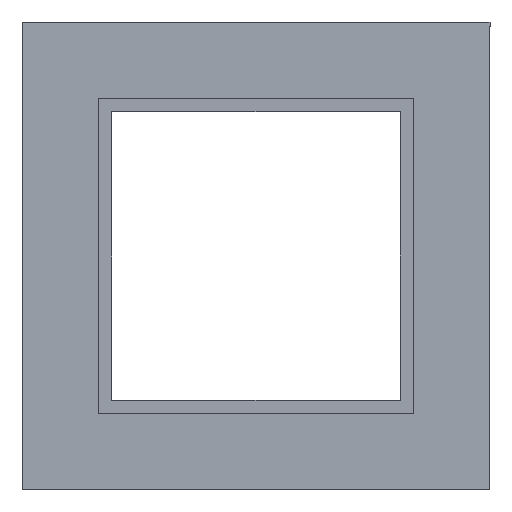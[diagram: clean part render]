
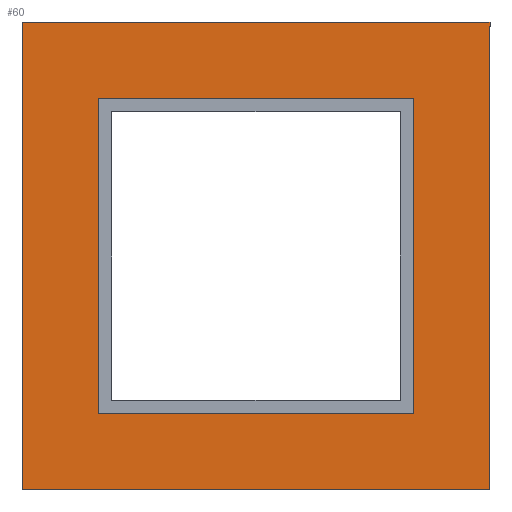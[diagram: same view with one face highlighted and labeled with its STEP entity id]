
A CAD part, front view. The second image highlights one B-rep face of the part: STEP entity #60.
In plain terms, the highlighted planar face has unit normal (0, -1, 0).
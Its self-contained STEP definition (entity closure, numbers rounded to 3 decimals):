
#2 = VERTEX_POINT ( 'NONE', #272 ) ;
#9 = EDGE_CURVE ( 'NONE', #2, #127, #322, .T. ) ;
#31 = VERTEX_POINT ( 'NONE', #349 ) ;
#43 = EDGE_CURVE ( 'NONE', #47, #2, #328, .T. ) ;
#47 = VERTEX_POINT ( 'NONE', #382 ) ;
#55 = EDGE_CURVE ( 'NONE', #31, #277, #371, .T. ) ;
#60 = ADVANCED_FACE ( 'NONE', ( #367, #366 ), #365, .T. ) ;
#62 = EDGE_CURVE ( 'NONE', #123, #47, #360, .T. ) ;
#72 = ORIENTED_EDGE ( 'NONE', *, *, #75, .F. ) ;
#73 = ORIENTED_EDGE ( 'NONE', *, *, #55, .F. ) ;
#74 = ORIENTED_EDGE ( 'NONE', *, *, #117, .F. ) ;
#75 = EDGE_CURVE ( 'NONE', #134, #31, #420, .T. ) ;
#77 = ORIENTED_EDGE ( 'NONE', *, *, #141, .F. ) ;
#78 = EDGE_LOOP ( 'NONE', ( #73, #72, #74, #77 ) ) ;
#92 = EDGE_LOOP ( 'NONE', ( #111, #112, #107, #108 ) ) ;
#95 = VERTEX_POINT ( 'NONE', #445 ) ;
#107 = ORIENTED_EDGE ( 'NONE', *, *, #9, .T. ) ;
#108 = ORIENTED_EDGE ( 'NONE', *, *, #126, .T. ) ;
#111 = ORIENTED_EDGE ( 'NONE', *, *, #62, .T. ) ;
#112 = ORIENTED_EDGE ( 'NONE', *, *, #43, .T. ) ;
#117 = EDGE_CURVE ( 'NONE', #95, #134, #475, .T. ) ;
#123 = VERTEX_POINT ( 'NONE', #461 ) ;
#126 = EDGE_CURVE ( 'NONE', #127, #123, #459, .T. ) ;
#127 = VERTEX_POINT ( 'NONE', #455 ) ;
#134 = VERTEX_POINT ( 'NONE', #493 ) ;
#141 = EDGE_CURVE ( 'NONE', #277, #95, #539, .T. ) ;
#272 = CARTESIAN_POINT ( 'NONE',  ( 457.5, 0., -457.5 ) ) ;
#277 = VERTEX_POINT ( 'NONE', #704 ) ;
#319 = DIRECTION ( 'NONE',  ( 0., 0., 1. ) ) ;
#320 = VECTOR ( 'NONE', #319, 1000. ) ;
#321 = CARTESIAN_POINT ( 'NONE',  ( 457.5, 0., -950. ) ) ;
#322 = LINE ( 'NONE', #321, #320 ) ;
#328 = LINE ( 'NONE', #390, #389 ) ;
#349 = CARTESIAN_POINT ( 'NONE',  ( -307.5, 0., -307.5 ) ) ;
#359 = CARTESIAN_POINT ( 'NONE',  ( -457.5, 0., 950. ) ) ;
#360 = LINE ( 'NONE', #359, #425 ) ;
#361 = DIRECTION ( 'NONE',  ( 0., 0., -1. ) ) ;
#362 = DIRECTION ( 'NONE',  ( 0., -1., 0. ) ) ;
#363 = CARTESIAN_POINT ( 'NONE',  ( -307.5, 0., 950. ) ) ;
#364 = AXIS2_PLACEMENT_3D ( 'NONE', #363, #362, #361 ) ;
#365 = PLANE ( 'NONE',  #364 ) ;
#366 = FACE_BOUND ( 'NONE', #78, .T. ) ;
#367 = FACE_OUTER_BOUND ( 'NONE', #92, .T. ) ;
#368 = DIRECTION ( 'NONE',  ( 1., 0., 0. ) ) ;
#369 = VECTOR ( 'NONE', #368, 1000. ) ;
#370 = CARTESIAN_POINT ( 'NONE',  ( -950., 0., -307.5 ) ) ;
#371 = LINE ( 'NONE', #370, #369 ) ;
#382 = CARTESIAN_POINT ( 'NONE',  ( -457.5, 0., -457.5 ) ) ;
#388 = DIRECTION ( 'NONE',  ( 1., 0., 0. ) ) ;
#389 = VECTOR ( 'NONE', #388, 1000. ) ;
#390 = CARTESIAN_POINT ( 'NONE',  ( -950., 0., -457.5 ) ) ;
#414 = DIRECTION ( 'NONE',  ( 0., 0., -1. ) ) ;
#415 = VECTOR ( 'NONE', #414, 1000. ) ;
#416 = CARTESIAN_POINT ( 'NONE',  ( -307.5, 0., 950. ) ) ;
#420 = LINE ( 'NONE', #416, #415 ) ;
#424 = DIRECTION ( 'NONE',  ( 0., 0., -1. ) ) ;
#425 = VECTOR ( 'NONE', #424, 1000. ) ;
#445 = CARTESIAN_POINT ( 'NONE',  ( 307.5, 0., 307.5 ) ) ;
#455 = CARTESIAN_POINT ( 'NONE',  ( 457.5, 0., 457.5 ) ) ;
#456 = DIRECTION ( 'NONE',  ( -1., 0., 0. ) ) ;
#457 = VECTOR ( 'NONE', #456, 1000. ) ;
#458 = CARTESIAN_POINT ( 'NONE',  ( 950., 0., 457.5 ) ) ;
#459 = LINE ( 'NONE', #458, #457 ) ;
#461 = CARTESIAN_POINT ( 'NONE',  ( -457.5, 0., 457.5 ) ) ;
#472 = DIRECTION ( 'NONE',  ( -1., 0., 0. ) ) ;
#473 = VECTOR ( 'NONE', #472, 1000. ) ;
#474 = CARTESIAN_POINT ( 'NONE',  ( 950., 0., 307.5 ) ) ;
#475 = LINE ( 'NONE', #474, #473 ) ;
#493 = CARTESIAN_POINT ( 'NONE',  ( -307.5, 0., 307.5 ) ) ;
#536 = DIRECTION ( 'NONE',  ( 0., 0., 1. ) ) ;
#537 = VECTOR ( 'NONE', #536, 1000. ) ;
#538 = CARTESIAN_POINT ( 'NONE',  ( 307.5, 0., -950. ) ) ;
#539 = LINE ( 'NONE', #538, #537 ) ;
#704 = CARTESIAN_POINT ( 'NONE',  ( 307.5, 0., -307.5 ) ) ;
